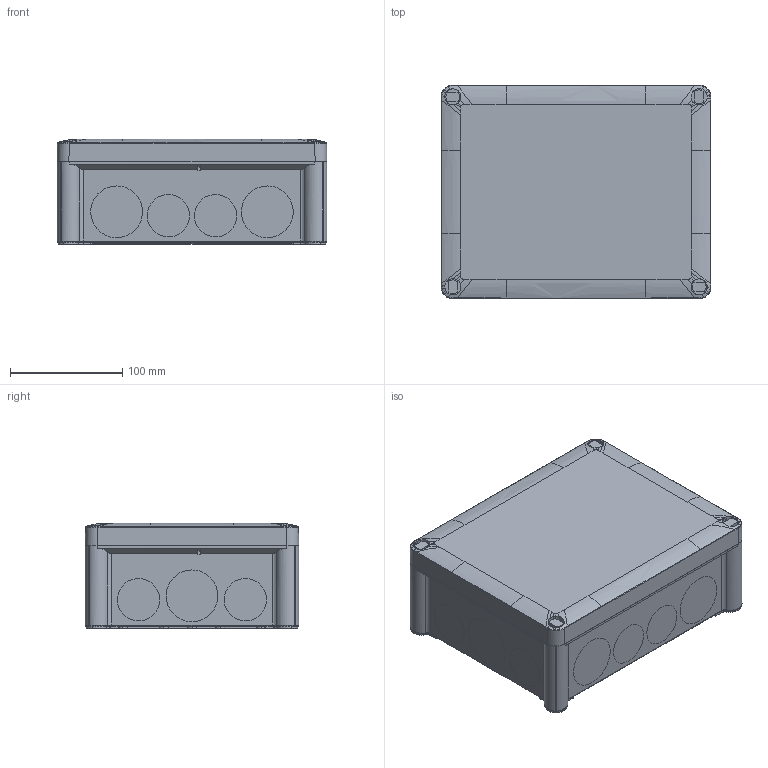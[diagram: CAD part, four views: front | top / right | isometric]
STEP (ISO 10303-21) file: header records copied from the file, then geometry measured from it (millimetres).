
FILE_DESCRIPTION(('CATIA V5 STEP Exchange','CAx-IF Rec.Pracs.--- Model Styling and Organization---1.5--- 2016-08-15','CAx-IF Rec.Pracs.---Supplemental Geometry---1.0---2011-11-01','CAx-IF Rec.Pracs.--- Composite Materials ---1.1---2010-07-15'),'2;1');
FILE_NAME('092064 _AllCATPart.stp','2021-10-14T11:14:57+00:00',('none'),('none'),'CATIA Version 5-6 Release 2020 SP3','CATIA V5 STEP AP214 v2','none');
FILE_SCHEMA(('AUTOMOTIVE_DESIGN { 1 0 10303 214 1 1 1 1 }'));
Products named in the file (1): 092062
Bounding box: 240 x 190 x 93.81 mm (x, y, z)
Surface area: 248517.8 mm2 (no closed solid volume)
Topology: 0 solids, 11 shells, 742 faces, 2284 edges, 1527 vertices
Faces by surface type: bspline 355, plane 235, cylinder 80, cone 72
Entity records: 41977 total; most frequent: CARTESIAN_POINT 25314, ORIENTED_EDGE 4162, EDGE_CURVE 2270, DIRECTION 1857, VERTEX_POINT 1527, B_SPLINE_CURVE_WITH_KNOTS 1216, EDGE_LOOP 797, AXIS2_PLACEMENT_3D 746
